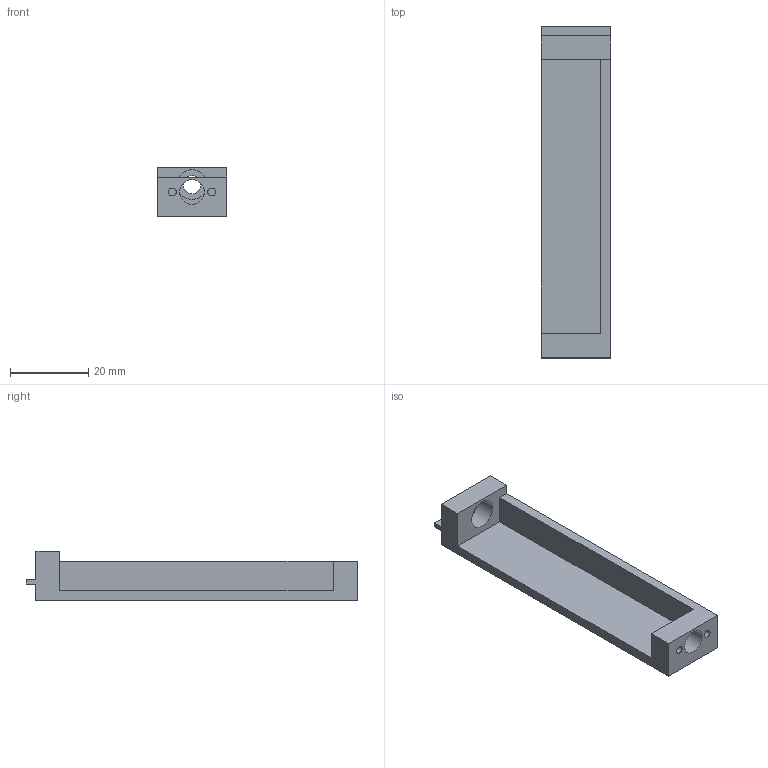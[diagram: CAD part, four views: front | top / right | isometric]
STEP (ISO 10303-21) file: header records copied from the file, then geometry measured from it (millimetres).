
FILE_DESCRIPTION(/* description */ (''),/* implementation_level */ '2;1');
FILE_NAME(/* name */ 'IDA12toPolarisAdapter.stp',/* time_stamp */ '2025-03-11T13:17:11-05:00',/* author */ ('monolithic'),/* organization */ (''),/* preprocessor_version */ 'ST-DEVELOPER v20',/* originating_system */ 'Autodesk Inventor 2024',/* authorisation */ '');
FILE_SCHEMA (('AUTOMOTIVE_DESIGN { 1 0 10303 214 3 1 1 }'));
Length unit declared in the file: inch
Products named in the file (1): IDA12toPolarisAdapter
Bounding box: 17.78 x 84.84 x 12.7 mm (x, y, z)
Volume: 6591.4 mm3; surface area: 5631.4 mm2
Topology: 1 solids, 1 shells, 23 faces, 64 edges, 53 vertices
Faces by surface type: plane 18, cylinder 5
Full cylindrical faces by diameter (mm): 2.032 x2, 4.572 x1, 6.35 x1, 7.62 x1
Entity records: 774 total; most frequent: CARTESIAN_POINT 131, DIRECTION 118, ORIENTED_EDGE 108, EDGE_CURVE 54, LINE 44, VECTOR 44, AXIS2_PLACEMENT_3D 37, VERTEX_POINT 36
